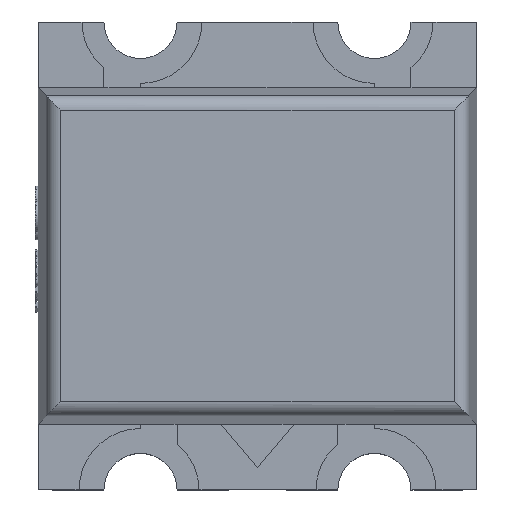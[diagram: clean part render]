
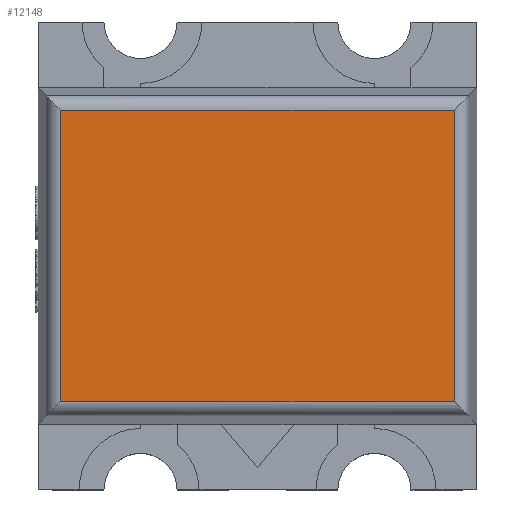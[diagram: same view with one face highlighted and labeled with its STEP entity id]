
A CAD part, top view. The second image highlights one B-rep face of the part: STEP entity #12148.
In plain terms, the highlighted planar face has unit normal (0, 0, 1).
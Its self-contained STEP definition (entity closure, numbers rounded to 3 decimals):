
#766 = VECTOR ( 'NONE', #2389, 1000. ) ;
#978 = CARTESIAN_POINT ( 'NONE',  ( 0., 0., 0.53 ) ) ;
#1035 = VECTOR ( 'NONE', #8463, 1000. ) ;
#1856 = VERTEX_POINT ( 'NONE', #9183 ) ;
#2170 = ORIENTED_EDGE ( 'NONE', *, *, #8209, .T. ) ;
#2343 = VECTOR ( 'NONE', #8426, 1000. ) ;
#2389 = DIRECTION ( 'NONE',  ( -1., 0., 0. ) ) ;
#2442 = CARTESIAN_POINT ( 'NONE',  ( -0.673, -0.544, 0.53 ) ) ;
#3249 = VECTOR ( 'NONE', #7074, 1000. ) ;
#3260 = FACE_OUTER_BOUND ( 'NONE', #13193, .T. ) ;
#3585 = LINE ( 'NONE', #7234, #1035 ) ;
#4394 = DIRECTION ( 'NONE',  ( 0., 0., 1. ) ) ;
#4493 = LINE ( 'NONE', #6951, #766 ) ;
#4646 = VERTEX_POINT ( 'NONE', #10859 ) ;
#5349 = VERTEX_POINT ( 'NONE', #10625 ) ;
#5516 = EDGE_CURVE ( 'NONE', #5349, #14101, #9639, .T. ) ;
#6951 = CARTESIAN_POINT ( 'NONE',  ( -0.719, 0.498, 0.53 ) ) ;
#7074 = DIRECTION ( 'NONE',  ( 0., -1., 0. ) ) ;
#7234 = CARTESIAN_POINT ( 'NONE',  ( 0.673, 0.544, 0.53 ) ) ;
#8209 = EDGE_CURVE ( 'NONE', #1856, #4646, #4493, .T. ) ;
#8426 = DIRECTION ( 'NONE',  ( 1., 0., 0. ) ) ;
#8463 = DIRECTION ( 'NONE',  ( 0., 1., 0. ) ) ;
#8721 = ORIENTED_EDGE ( 'NONE', *, *, #10935, .T. ) ;
#8774 = ORIENTED_EDGE ( 'NONE', *, *, #11303, .T. ) ;
#9183 = CARTESIAN_POINT ( 'NONE',  ( 0.673, 0.498, 0.53 ) ) ;
#9639 = LINE ( 'NONE', #14169, #2343 ) ;
#10499 = LINE ( 'NONE', #2442, #3249 ) ;
#10625 = CARTESIAN_POINT ( 'NONE',  ( -0.673, -0.498, 0.53 ) ) ;
#10719 = CARTESIAN_POINT ( 'NONE',  ( 0.673, -0.498, 0.53 ) ) ;
#10859 = CARTESIAN_POINT ( 'NONE',  ( -0.673, 0.498, 0.53 ) ) ;
#10935 = EDGE_CURVE ( 'NONE', #14101, #1856, #3585, .T. ) ;
#11303 = EDGE_CURVE ( 'NONE', #4646, #5349, #10499, .T. ) ;
#11324 = DIRECTION ( 'NONE',  ( 1., 0., 0. ) ) ;
#11525 = ORIENTED_EDGE ( 'NONE', *, *, #5516, .T. ) ;
#12148 = ADVANCED_FACE ( 'NONE', ( #3260 ), #12388, .T. ) ;
#12388 = PLANE ( 'NONE',  #12747 ) ;
#12747 = AXIS2_PLACEMENT_3D ( 'NONE', #978, #4394, #11324 ) ;
#13193 = EDGE_LOOP ( 'NONE', ( #8721, #2170, #8774, #11525 ) ) ;
#14101 = VERTEX_POINT ( 'NONE', #10719 ) ;
#14169 = CARTESIAN_POINT ( 'NONE',  ( 0.719, -0.498, 0.53 ) ) ;
